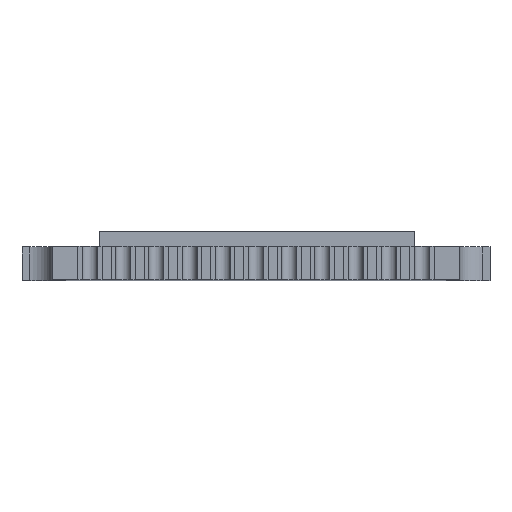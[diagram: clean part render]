
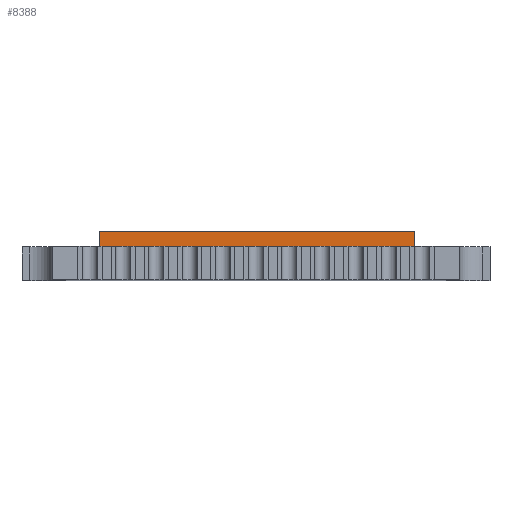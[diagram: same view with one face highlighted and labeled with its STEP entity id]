
A CAD part, top view. The second image highlights one B-rep face of the part: STEP entity #8388.
In plain terms, the highlighted planar face has unit normal (0, 0, 1).
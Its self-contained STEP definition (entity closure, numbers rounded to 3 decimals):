
#513=PLANE('',#8980);
#975=FACE_OUTER_BOUND('',#1437,.T.);
#1437=EDGE_LOOP('',(#7884,#7885,#7886,#7887));
#2500=LINE('',#13497,#3574);
#2504=LINE('',#13506,#3578);
#2509=LINE('',#13514,#3583);
#2511=LINE('',#13518,#3585);
#3574=VECTOR('',#11115,10.);
#3578=VECTOR('',#11121,10.);
#3583=VECTOR('',#11128,10.);
#3585=VECTOR('',#11134,10.);
#4424=VERTEX_POINT('',#13495);
#4425=VERTEX_POINT('',#13496);
#4428=VERTEX_POINT('',#13504);
#4429=VERTEX_POINT('',#13505);
#5572=EDGE_CURVE('',#4424,#4425,#2500,.T.);
#5576=EDGE_CURVE('',#4428,#4429,#2504,.T.);
#5581=EDGE_CURVE('',#4424,#4429,#2509,.T.);
#5583=EDGE_CURVE('',#4425,#4428,#2511,.T.);
#7884=ORIENTED_EDGE('',*,*,#5581,.T.);
#7885=ORIENTED_EDGE('',*,*,#5576,.F.);
#7886=ORIENTED_EDGE('',*,*,#5583,.F.);
#7887=ORIENTED_EDGE('',*,*,#5572,.F.);
#8388=ADVANCED_FACE('',(#975),#513,.F.);
#8980=AXIS2_PLACEMENT_3D('',#13519,#11135,#11136);
#11115=DIRECTION('',(1.,0.,0.));
#11121=DIRECTION('',(-1.,0.,0.));
#11128=DIRECTION('',(0.,-1.,0.));
#11134=DIRECTION('',(0.,-1.,0.));
#11135=DIRECTION('center_axis',(0.,0.,-1.));
#11136=DIRECTION('ref_axis',(0.,1.,0.));
#13495=CARTESIAN_POINT('',(-5.184,1.62,7.168));
#13496=CARTESIAN_POINT('',(5.254,1.62,7.168));
#13497=CARTESIAN_POINT('',(0.035,1.62,7.168));
#13504=CARTESIAN_POINT('',(5.254,1.12,7.168));
#13505=CARTESIAN_POINT('',(-5.184,1.12,7.168));
#13506=CARTESIAN_POINT('',(0.035,1.12,7.168));
#13514=CARTESIAN_POINT('',(-5.184,1.37,7.168));
#13518=CARTESIAN_POINT('',(5.254,1.37,7.168));
#13519=CARTESIAN_POINT('Origin',(0.035,1.37,7.168));
